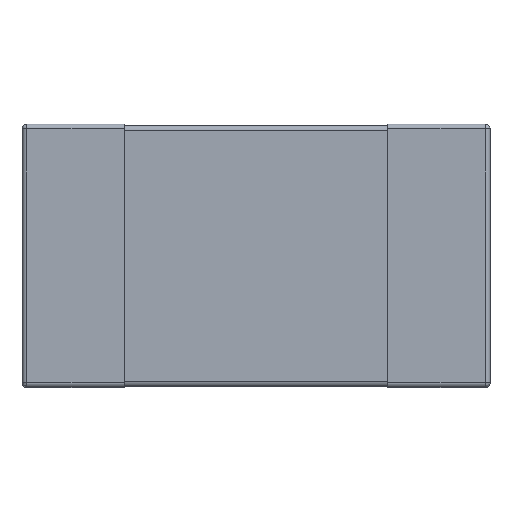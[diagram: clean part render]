
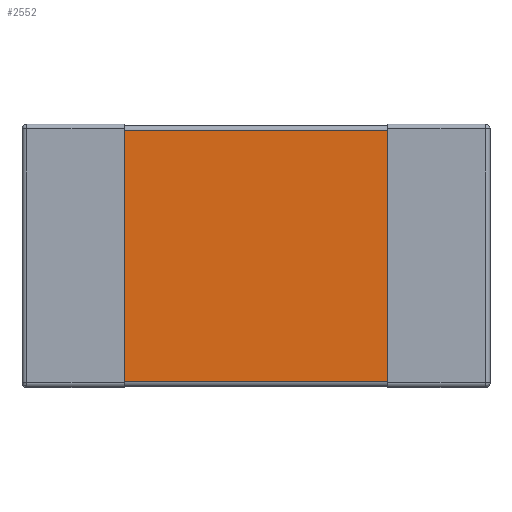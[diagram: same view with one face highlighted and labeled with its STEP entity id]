
A CAD part, top view. The second image highlights one B-rep face of the part: STEP entity #2552.
In plain terms, the highlighted planar face has unit normal (0, 0, 1).
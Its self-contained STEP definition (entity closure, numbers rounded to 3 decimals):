
#55 = PLANE('',#56);
#56 = AXIS2_PLACEMENT_3D('',#57,#58,#59);
#57 = CARTESIAN_POINT('',(-0.45,0.,0.));
#58 = DIRECTION('',(1.,0.,0.));
#59 = DIRECTION('',(0.,1.,0.));
#133 = PLANE('',#134);
#134 = AXIS2_PLACEMENT_3D('',#135,#136,#137);
#135 = CARTESIAN_POINT('',(0.45,0.,0.));
#136 = DIRECTION('',(-1.,0.,0.));
#137 = DIRECTION('',(0.,-1.,0.));
#684 = VERTEX_POINT('',#685);
#685 = CARTESIAN_POINT('',(-0.45,-0.43,0.795));
#704 = CYLINDRICAL_SURFACE('',#705,0.016);
#705 = AXIS2_PLACEMENT_3D('',#706,#707,#708);
#706 = CARTESIAN_POINT('',(0.,-0.43,0.779));
#707 = DIRECTION('',(-1.,0.,0.));
#708 = DIRECTION('',(0.,0.,-1.));
#738 = EDGE_CURVE('',#684,#739,#741,.T.);
#739 = VERTEX_POINT('',#740);
#740 = CARTESIAN_POINT('',(-0.45,0.429,0.795));
#741 = SURFACE_CURVE('',#742,(#746,#753),.PCURVE_S1.);
#742 = LINE('',#743,#744);
#743 = CARTESIAN_POINT('',(-0.45,0.,0.795));
#744 = VECTOR('',#745,1.);
#745 = DIRECTION('',(0.,1.,0.));
#746 = PCURVE('',#55,#747);
#747 = DEFINITIONAL_REPRESENTATION('',(#748),#752);
#748 = LINE('',#749,#750);
#749 = CARTESIAN_POINT('',(0.,0.795));
#750 = VECTOR('',#751,1.);
#751 = DIRECTION('',(1.,0.));
#752 = ( GEOMETRIC_REPRESENTATION_CONTEXT(2) 
PARAMETRIC_REPRESENTATION_CONTEXT() REPRESENTATION_CONTEXT('2D SPACE',''
  ) );
#753 = PCURVE('',#754,#759);
#754 = PLANE('',#755);
#755 = AXIS2_PLACEMENT_3D('',#756,#757,#758);
#756 = CARTESIAN_POINT('',(0.,0.,
    0.795));
#757 = DIRECTION('',(0.,0.,1.));
#758 = DIRECTION('',(0.,-1.,0.));
#759 = DEFINITIONAL_REPRESENTATION('',(#760),#764);
#760 = LINE('',#761,#762);
#761 = CARTESIAN_POINT('',(-0.001,-0.45));
#762 = VECTOR('',#763,1.);
#763 = DIRECTION('',(-1.,0.));
#764 = ( GEOMETRIC_REPRESENTATION_CONTEXT(2) 
PARAMETRIC_REPRESENTATION_CONTEXT() REPRESENTATION_CONTEXT('2D SPACE',''
  ) );
#787 = CYLINDRICAL_SURFACE('',#788,0.016);
#788 = AXIS2_PLACEMENT_3D('',#789,#790,#791);
#789 = CARTESIAN_POINT('',(0.,0.429,0.779));
#790 = DIRECTION('',(1.,0.,0.));
#791 = DIRECTION('',(0.,1.,0.));
#1315 = VERTEX_POINT('',#1316);
#1316 = CARTESIAN_POINT('',(0.45,0.429,0.795));
#1364 = EDGE_CURVE('',#1315,#1365,#1367,.T.);
#1365 = VERTEX_POINT('',#1366);
#1366 = CARTESIAN_POINT('',(0.45,-0.43,0.795));
#1367 = SURFACE_CURVE('',#1368,(#1372,#1379),.PCURVE_S1.);
#1368 = LINE('',#1369,#1370);
#1369 = CARTESIAN_POINT('',(0.45,0.,0.795));
#1370 = VECTOR('',#1371,1.);
#1371 = DIRECTION('',(0.,-1.,0.));
#1372 = PCURVE('',#133,#1373);
#1373 = DEFINITIONAL_REPRESENTATION('',(#1374),#1378);
#1374 = LINE('',#1375,#1376);
#1375 = CARTESIAN_POINT('',(0.,0.795));
#1376 = VECTOR('',#1377,1.);
#1377 = DIRECTION('',(1.,0.));
#1378 = ( GEOMETRIC_REPRESENTATION_CONTEXT(2) 
PARAMETRIC_REPRESENTATION_CONTEXT() REPRESENTATION_CONTEXT('2D SPACE',''
  ) );
#1379 = PCURVE('',#754,#1380);
#1380 = DEFINITIONAL_REPRESENTATION('',(#1381),#1385);
#1381 = LINE('',#1382,#1383);
#1382 = CARTESIAN_POINT('',(-0.001,0.45));
#1383 = VECTOR('',#1384,1.);
#1384 = DIRECTION('',(1.,0.));
#1385 = ( GEOMETRIC_REPRESENTATION_CONTEXT(2) 
PARAMETRIC_REPRESENTATION_CONTEXT() REPRESENTATION_CONTEXT('2D SPACE',''
  ) );
#2510 = EDGE_CURVE('',#739,#1315,#2511,.T.);
#2511 = SURFACE_CURVE('',#2512,(#2516,#2545),.PCURVE_S1.);
#2512 = LINE('',#2513,#2514);
#2513 = CARTESIAN_POINT('',(0.,0.429,0.795));
#2514 = VECTOR('',#2515,1.);
#2515 = DIRECTION('',(1.,0.,0.));
#2516 = PCURVE('',#787,#2517);
#2517 = DEFINITIONAL_REPRESENTATION('',(#2518),#2544);
#2518 = B_SPLINE_CURVE_WITH_KNOTS('',3,(#2519,#2520,#2521,#2522,#2523,
    #2524,#2525,#2526,#2527,#2528,#2529,#2530,#2531,#2532,#2533,#2534,
    #2535,#2536,#2537,#2538,#2539,#2540,#2541,#2542,#2543),
  .UNSPECIFIED.,.F.,.F.,(4,1,1,1,1,1,1,1,1,1,1,1,1,1,1,1,1,1,1,1,1,1,4),
  (-0.45,-0.409,-0.368,-0.327,-0.286
    ,-0.245,-0.205,-0.164,-0.123,
    -0.082,-0.041,0.,
    0.041,0.082,0.123,
    0.164,0.205,0.245,0.286,
    0.327,0.368,0.409,0.45),.UNSPECIFIED.);
#2519 = CARTESIAN_POINT('',(1.571,-0.45));
#2520 = CARTESIAN_POINT('',(1.571,-0.436));
#2521 = CARTESIAN_POINT('',(1.571,-0.409));
#2522 = CARTESIAN_POINT('',(1.571,-0.368));
#2523 = CARTESIAN_POINT('',(1.571,-0.327));
#2524 = CARTESIAN_POINT('',(1.571,-0.286));
#2525 = CARTESIAN_POINT('',(1.571,-0.245));
#2526 = CARTESIAN_POINT('',(1.571,-0.205));
#2527 = CARTESIAN_POINT('',(1.571,-0.164));
#2528 = CARTESIAN_POINT('',(1.571,-0.123));
#2529 = CARTESIAN_POINT('',(1.571,-0.082));
#2530 = CARTESIAN_POINT('',(1.571,-0.041));
#2531 = CARTESIAN_POINT('',(1.571,0.));
#2532 = CARTESIAN_POINT('',(1.571,0.041));
#2533 = CARTESIAN_POINT('',(1.571,0.082));
#2534 = CARTESIAN_POINT('',(1.571,0.123));
#2535 = CARTESIAN_POINT('',(1.571,0.164));
#2536 = CARTESIAN_POINT('',(1.571,0.205));
#2537 = CARTESIAN_POINT('',(1.571,0.245));
#2538 = CARTESIAN_POINT('',(1.571,0.286));
#2539 = CARTESIAN_POINT('',(1.571,0.327));
#2540 = CARTESIAN_POINT('',(1.571,0.368));
#2541 = CARTESIAN_POINT('',(1.571,0.409));
#2542 = CARTESIAN_POINT('',(1.571,0.436));
#2543 = CARTESIAN_POINT('',(1.571,0.45));
#2544 = ( GEOMETRIC_REPRESENTATION_CONTEXT(2) 
PARAMETRIC_REPRESENTATION_CONTEXT() REPRESENTATION_CONTEXT('2D SPACE',''
  ) );
#2545 = PCURVE('',#754,#2546);
#2546 = DEFINITIONAL_REPRESENTATION('',(#2547),#2551);
#2547 = LINE('',#2548,#2549);
#2548 = CARTESIAN_POINT('',(-0.43,0.));
#2549 = VECTOR('',#2550,1.);
#2550 = DIRECTION('',(0.,1.));
#2551 = ( GEOMETRIC_REPRESENTATION_CONTEXT(2) 
PARAMETRIC_REPRESENTATION_CONTEXT() REPRESENTATION_CONTEXT('2D SPACE',''
  ) );
#2552 = ADVANCED_FACE('',(#2553),#754,.T.);
#2553 = FACE_BOUND('',#2554,.T.);
#2554 = EDGE_LOOP('',(#2555,#2556,#2557,#2600));
#2555 = ORIENTED_EDGE('',*,*,#2510,.F.);
#2556 = ORIENTED_EDGE('',*,*,#738,.F.);
#2557 = ORIENTED_EDGE('',*,*,#2558,.T.);
#2558 = EDGE_CURVE('',#684,#1365,#2559,.T.);
#2559 = SURFACE_CURVE('',#2560,(#2564,#2571),.PCURVE_S1.);
#2560 = LINE('',#2561,#2562);
#2561 = CARTESIAN_POINT('',(0.,-0.43,0.795));
#2562 = VECTOR('',#2563,1.);
#2563 = DIRECTION('',(1.,0.,0.));
#2564 = PCURVE('',#754,#2565);
#2565 = DEFINITIONAL_REPRESENTATION('',(#2566),#2570);
#2566 = LINE('',#2567,#2568);
#2567 = CARTESIAN_POINT('',(0.43,0.));
#2568 = VECTOR('',#2569,1.);
#2569 = DIRECTION('',(0.,1.));
#2570 = ( GEOMETRIC_REPRESENTATION_CONTEXT(2) 
PARAMETRIC_REPRESENTATION_CONTEXT() REPRESENTATION_CONTEXT('2D SPACE',''
  ) );
#2571 = PCURVE('',#704,#2572);
#2572 = DEFINITIONAL_REPRESENTATION('',(#2573),#2599);
#2573 = B_SPLINE_CURVE_WITH_KNOTS('',3,(#2574,#2575,#2576,#2577,#2578,
    #2579,#2580,#2581,#2582,#2583,#2584,#2585,#2586,#2587,#2588,#2589,
    #2590,#2591,#2592,#2593,#2594,#2595,#2596,#2597,#2598),
  .UNSPECIFIED.,.F.,.F.,(4,1,1,1,1,1,1,1,1,1,1,1,1,1,1,1,1,1,1,1,1,1,4),
  (-0.45,-0.409,-0.368,-0.327,-0.286
    ,-0.245,-0.205,-0.164,-0.123,
    -0.082,-0.041,0.,
    0.041,0.082,0.123,
    0.164,0.205,0.245,0.286,
    0.327,0.368,0.409,0.45),.UNSPECIFIED.);
#2574 = CARTESIAN_POINT('',(3.142,0.45));
#2575 = CARTESIAN_POINT('',(3.142,0.436));
#2576 = CARTESIAN_POINT('',(3.142,0.409));
#2577 = CARTESIAN_POINT('',(3.142,0.368));
#2578 = CARTESIAN_POINT('',(3.142,0.327));
#2579 = CARTESIAN_POINT('',(3.142,0.286));
#2580 = CARTESIAN_POINT('',(3.142,0.245));
#2581 = CARTESIAN_POINT('',(3.142,0.205));
#2582 = CARTESIAN_POINT('',(3.142,0.164));
#2583 = CARTESIAN_POINT('',(3.142,0.123));
#2584 = CARTESIAN_POINT('',(3.142,0.082));
#2585 = CARTESIAN_POINT('',(3.142,0.041));
#2586 = CARTESIAN_POINT('',(3.142,0.));
#2587 = CARTESIAN_POINT('',(3.142,-0.041));
#2588 = CARTESIAN_POINT('',(3.142,-0.082));
#2589 = CARTESIAN_POINT('',(3.142,-0.123));
#2590 = CARTESIAN_POINT('',(3.142,-0.164));
#2591 = CARTESIAN_POINT('',(3.142,-0.205));
#2592 = CARTESIAN_POINT('',(3.142,-0.245));
#2593 = CARTESIAN_POINT('',(3.142,-0.286));
#2594 = CARTESIAN_POINT('',(3.142,-0.327));
#2595 = CARTESIAN_POINT('',(3.142,-0.368));
#2596 = CARTESIAN_POINT('',(3.142,-0.409));
#2597 = CARTESIAN_POINT('',(3.142,-0.436));
#2598 = CARTESIAN_POINT('',(3.142,-0.45));
#2599 = ( GEOMETRIC_REPRESENTATION_CONTEXT(2) 
PARAMETRIC_REPRESENTATION_CONTEXT() REPRESENTATION_CONTEXT('2D SPACE',''
  ) );
#2600 = ORIENTED_EDGE('',*,*,#1364,.F.);
